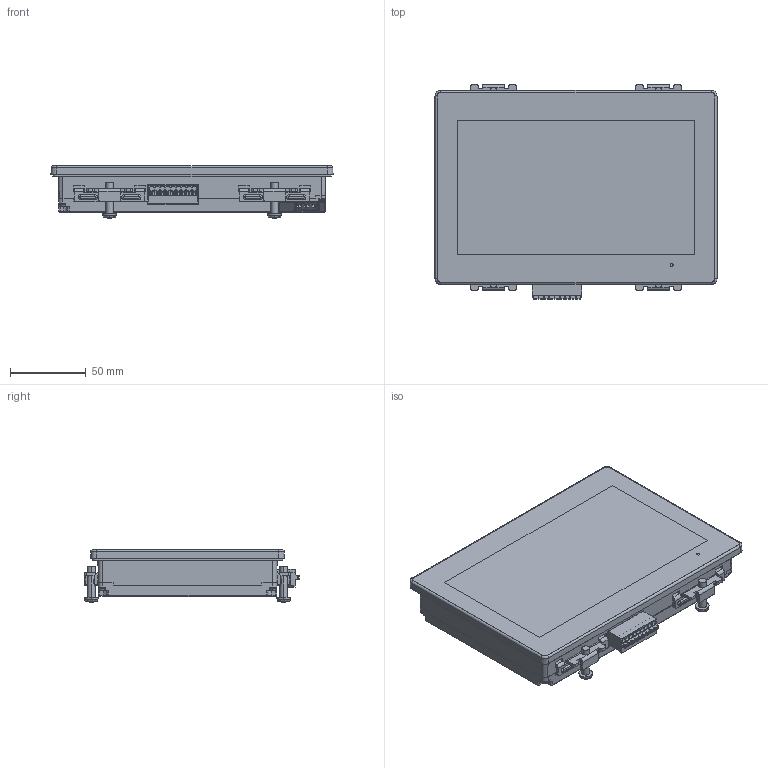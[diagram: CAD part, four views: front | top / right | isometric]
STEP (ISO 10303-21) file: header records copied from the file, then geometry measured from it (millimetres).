
FILE_DESCRIPTION (( 'STEP AP203' ), '1' );
FILE_NAME ('HG2J-7UT22TF-&_rev0.0.STEP', '2022-02-08T03:57:40', ( '' ), ( '' ), 'SwSTEP 2.0', 'SolidWorks 2019', '' );
FILE_SCHEMA (( 'CONFIG_CONTROL_DESIGN' ));
Length unit declared in the file: millimetre
Products named in the file (8): HG2J-7UT22TF-&_rev0.0; HG3G-AJ-MOUNTING-METAL_蹬怮椔; HG3G-AJ-MOUNTING-CLIP_蹬怮椔; PHS-M5x20; HG2J-7UT22TF-&_蹬怮椔
Assembly tree (13 placements, depth 3):
  HG2J-7UT22TF-&_rev0.0
    HG2J-7UT22TF-&_蹬怮椔
    HG3G-AJ-MOUNTING-CLIP_蹬怮椔
      HG3G-AJ-MOUNTING-METAL_蹬怮椔
      PHS-M5x20
    HG3G-AJ-MOUNTING-CLIP_蹬怮椔
      HG3G-AJ-MOUNTING-METAL_蹬怮椔
      PHS-M5x20
    HG3G-AJ-MOUNTING-CLIP_蹬怮椔
      HG3G-AJ-MOUNTING-METAL_蹬怮椔
      PHS-M5x20
    HG3G-AJ-MOUNTING-CLIP_蹬怮椔
      HG3G-AJ-MOUNTING-METAL_蹬怮椔
      PHS-M5x20
Bounding box: 186 x 141.74 x 34.41 mm (x, y, z)
Volume: 652786.9 mm3; surface area: 82369.5 mm2
Topology: 9 solids, 66 shells, 2691 faces, 7104 edges, 4576 vertices
Faces by surface type: plane 1777, cylinder 547, torus 151, cone 115, bspline 74, sphere 27
Entity records: 73544 total; most frequent: CARTESIAN_POINT 16624, ORIENTED_EDGE 12062, DIRECTION 11045, EDGE_CURVE 6031, LINE 4319, VECTOR 4319, VERTEX_POINT 3886, AXIS2_PLACEMENT_3D 3363
